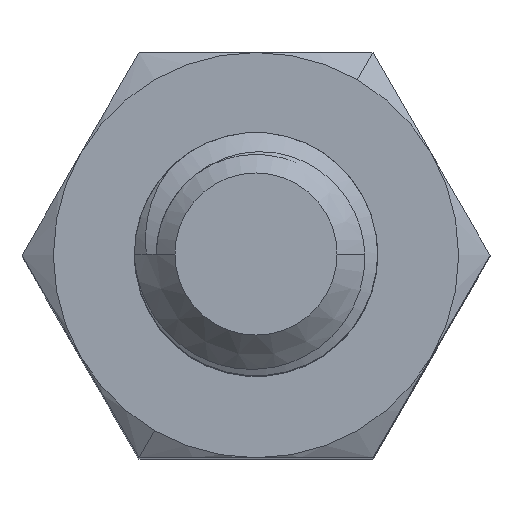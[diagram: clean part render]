
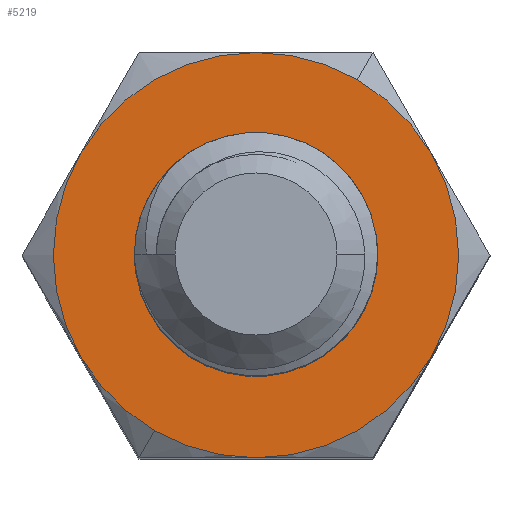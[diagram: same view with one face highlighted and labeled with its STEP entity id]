
A CAD part, top view. The second image highlights one B-rep face of the part: STEP entity #5219.
In plain terms, the highlighted planar face has unit normal (0, 0, 1).
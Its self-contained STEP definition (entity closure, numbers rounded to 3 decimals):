
#26 = DIRECTION ( 'NONE',  ( 0.5, 0.866, 0. ) ) ;
#118 = FACE_OUTER_BOUND ( 'NONE', #5346, .T. ) ;
#333 = AXIS2_PLACEMENT_3D ( 'NONE', #2912, #4800, #26 ) ;
#456 = DIRECTION ( 'NONE',  ( 0., 0., 1. ) ) ;
#594 = DIRECTION ( 'NONE',  ( 0.5, 0.866, 0. ) ) ;
#738 = CIRCLE ( 'NONE', #3804, 2.5 ) ;
#901 = CARTESIAN_POINT ( 'NONE',  ( -1.3, 0., 0. ) ) ;
#960 = ORIENTED_EDGE ( 'NONE', *, *, #2508, .T. ) ;
#994 = EDGE_CURVE ( 'NONE', #2621, #4847, #4762, .T. ) ;
#1023 = PLANE ( 'NONE',  #2711 ) ;
#1265 = VERTEX_POINT ( 'NONE', #3839 ) ;
#1344 = DIRECTION ( 'NONE',  ( 0., 0., -1. ) ) ;
#1445 = CARTESIAN_POINT ( 'NONE',  ( 0., 0., 0. ) ) ;
#1593 = DIRECTION ( 'NONE',  ( 0., -1., 0. ) ) ;
#1707 = AXIS2_PLACEMENT_3D ( 'NONE', #4091, #3006, #1593 ) ;
#1889 = VERTEX_POINT ( 'NONE', #4261 ) ;
#1907 = ORIENTED_EDGE ( 'NONE', *, *, #5470, .T. ) ;
#1977 = FACE_BOUND ( 'NONE', #6069, .T. ) ;
#2006 = DIRECTION ( 'NONE',  ( 1., 0., 0. ) ) ;
#2508 = EDGE_CURVE ( 'NONE', #4847, #2621, #5869, .T. ) ;
#2621 = VERTEX_POINT ( 'NONE', #4738 ) ;
#2697 = DIRECTION ( 'NONE',  ( 0., -1., 0. ) ) ;
#2711 = AXIS2_PLACEMENT_3D ( 'NONE', #4358, #456, #2006 ) ;
#2912 = CARTESIAN_POINT ( 'NONE',  ( 0., 0., 0. ) ) ;
#2994 = ORIENTED_EDGE ( 'NONE', *, *, #994, .T. ) ;
#3006 = DIRECTION ( 'NONE',  ( 0., 0., -1. ) ) ;
#3320 = DIRECTION ( 'NONE',  ( 0., 0., 1. ) ) ;
#3683 = CARTESIAN_POINT ( 'NONE',  ( 0., 0., 0. ) ) ;
#3687 = AXIS2_PLACEMENT_3D ( 'NONE', #3683, #1344, #2697 ) ;
#3804 = AXIS2_PLACEMENT_3D ( 'NONE', #1445, #3320, #594 ) ;
#3839 = CARTESIAN_POINT ( 'NONE',  ( 1.25, 2.165, 0. ) ) ;
#4091 = CARTESIAN_POINT ( 'NONE',  ( 0., 0., 0. ) ) ;
#4102 = CIRCLE ( 'NONE', #333, 2.5 ) ;
#4261 = CARTESIAN_POINT ( 'NONE',  ( -1.25, -2.165, 0. ) ) ;
#4358 = CARTESIAN_POINT ( 'NONE',  ( 0., 0., 0. ) ) ;
#4738 = CARTESIAN_POINT ( 'NONE',  ( 1.3, 0., 0. ) ) ;
#4762 = CIRCLE ( 'NONE', #1707, 1.3 ) ;
#4800 = DIRECTION ( 'NONE',  ( 0., 0., 1. ) ) ;
#4847 = VERTEX_POINT ( 'NONE', #901 ) ;
#5219 = ADVANCED_FACE ( 'NONE', ( #1977, #118 ), #1023, .T. ) ;
#5264 = EDGE_CURVE ( 'NONE', #1265, #1889, #4102, .T. ) ;
#5346 = EDGE_LOOP ( 'NONE', ( #1907, #5639 ) ) ;
#5470 = EDGE_CURVE ( 'NONE', #1889, #1265, #738, .T. ) ;
#5639 = ORIENTED_EDGE ( 'NONE', *, *, #5264, .T. ) ;
#5869 = CIRCLE ( 'NONE', #3687, 1.3 ) ;
#6069 = EDGE_LOOP ( 'NONE', ( #2994, #960 ) ) ;
